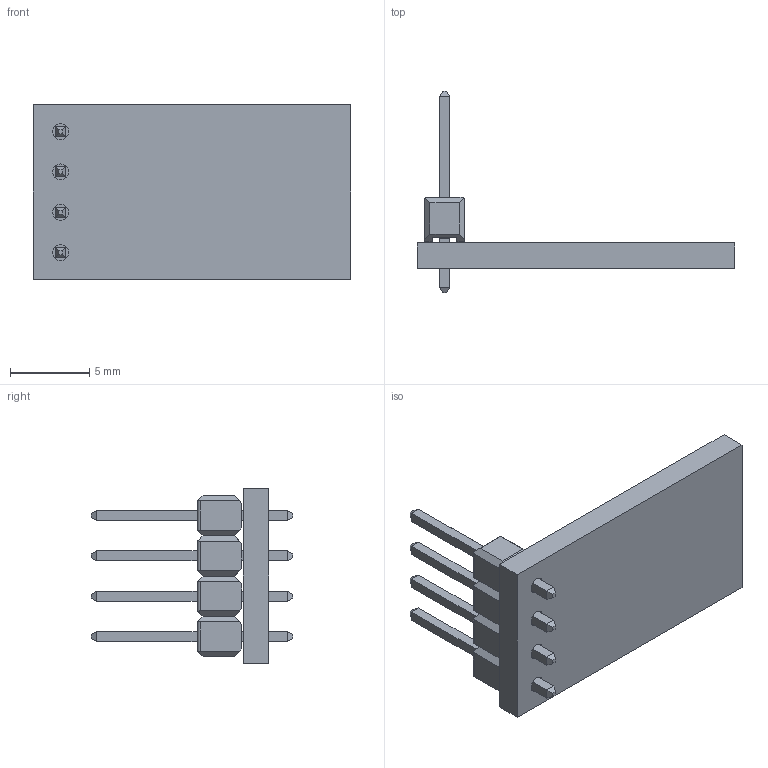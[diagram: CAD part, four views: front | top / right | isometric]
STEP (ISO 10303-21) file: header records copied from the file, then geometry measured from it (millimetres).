
FILE_DESCRIPTION(/* description */ (''),/* implementation_level */ '2;1');
FILE_NAME(/* name */ 'Buck20x11mm.step',/* time_stamp */ '2019-06-09T20:15:11+02:00',/* author */ (''),/* organization */ (''),/* preprocessor_version */ 'ST-DEVELOPER v18',/* originating_system */ 'Autodesk Translation Framework v8.2.0.1029',/* authorisation */ '');
FILE_SCHEMA (('AUTOMOTIVE_DESIGN { 1 0 10303 214 3 1 1 }'));
Length unit declared in the file: millimetre
Products named in the file (1): Buck20x11mm
Bounding box: 20 x 12.7 x 11 mm (x, y, z)
Volume: 370.2 mm3; surface area: 850.2 mm2
Topology: 6 solids, 10 shells, 166 faces, 420 edges, 268 vertices
Faces by surface type: plane 154, cylinder 12
Full cylindrical faces by diameter (mm): 1 x4
Entity records: 4942 total; most frequent: CARTESIAN_POINT 855, ORIENTED_EDGE 816, DIRECTION 794, EDGE_CURVE 420, LINE 380, VECTOR 380, VERTEX_POINT 268, AXIS2_PLACEMENT_3D 207
